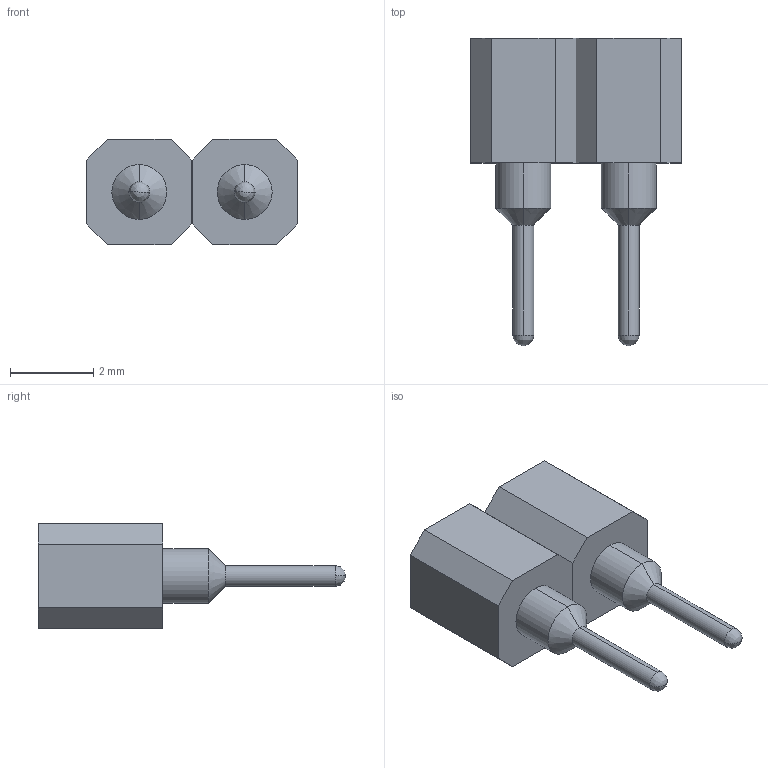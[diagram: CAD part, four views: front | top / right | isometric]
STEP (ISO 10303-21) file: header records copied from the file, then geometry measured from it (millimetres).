
FILE_DESCRIPTION (( 'STEP AP214' ), '1' );
FILE_NAME ('User Library-ds1002-01-1_2v13_asm.STEP', '2018-06-17T20:47:55', ( '' ), ( '' ), 'SwSTEP 2.0', 'SolidWorks 2018', '' );
FILE_SCHEMA (( 'AUTOMOTIVE_DESIGN' ));
Length unit declared in the file: millimetre
Products named in the file (3): User Library-ds1002-01-1_2v13_asm_DS1002-01-1; User Library-ds1002-01-1_2v13_asm; User Library-ds1002-01-1_2v13_asm_DS1002-01-1_1
Assembly tree (2 placements, depth 2):
  User Library-ds1002-01-1_2v13_asm
    User Library-ds1002-01-1_2v13_asm_DS1002-01-1
    User Library-ds1002-01-1_2v13_asm_DS1002-01-1_1
Bounding box: 5.08 x 7.4 x 2.54 mm (x, y, z)
Volume: 34.8 mm3; surface area: 111.3 mm2
Topology: 2 solids, 2 shells, 48 faces, 112 edges, 70 vertices
Faces by surface type: plane 24, cylinder 12, cone 8, bspline 4
Entity records: 1854 total; most frequent: CARTESIAN_POINT 339, DIRECTION 246, ORIENTED_EDGE 216, EDGE_CURVE 108, AXIS2_PLACEMENT_3D 89, VERTEX_POINT 70, LINE 68, VECTOR 68
